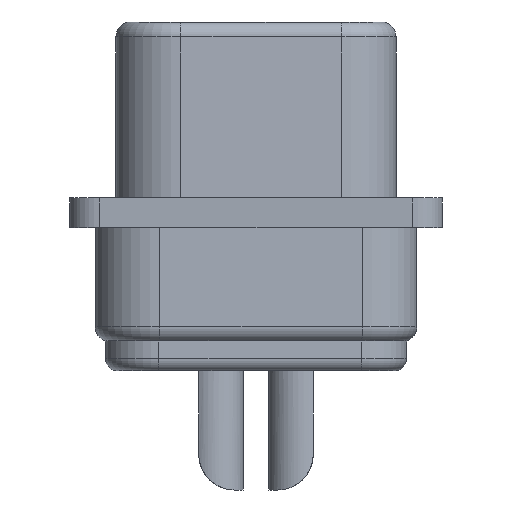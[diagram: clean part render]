
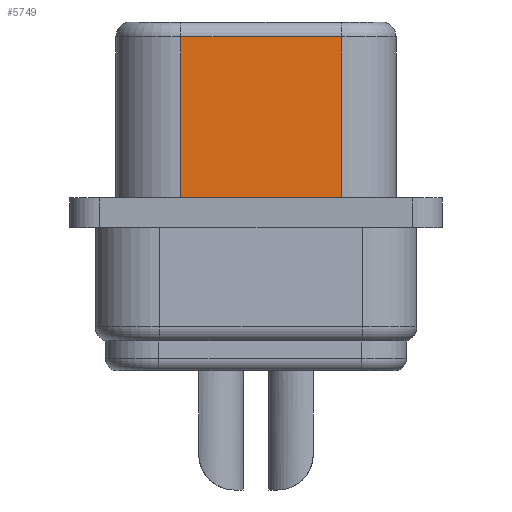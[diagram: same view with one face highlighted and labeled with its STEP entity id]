
A CAD part, left-side view. The second image highlights one B-rep face of the part: STEP entity #5749.
In plain terms, the highlighted planar face has unit normal (-0.996, -0.089, 0).
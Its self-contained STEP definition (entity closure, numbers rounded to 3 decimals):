
#101=DIRECTION('',(0.089,-0.996,0.));
#102=VECTOR('',#101,5.421);
#103=CARTESIAN_POINT('',(-155.212,2.522,1.));
#104=LINE('',#103,#102);
#161=DIRECTION('',(0.089,-0.996,0.));
#162=VECTOR('',#161,5.421);
#163=CARTESIAN_POINT('',(-155.212,2.522,6.4));
#164=LINE('',#163,#162);
#165=DIRECTION('',(0.,0.,-1.));
#166=VECTOR('',#165,5.4);
#167=CARTESIAN_POINT('',(-154.731,-2.878,6.4));
#168=LINE('',#167,#166);
#169=DIRECTION('',(0.,0.,-1.));
#170=VECTOR('',#169,5.4);
#171=CARTESIAN_POINT('',(-155.212,2.522,6.4));
#172=LINE('',#171,#170);
#4649=CARTESIAN_POINT('',(-155.212,2.522,1.));
#4650=CARTESIAN_POINT('',(-154.731,-2.878,1.));
#4651=VERTEX_POINT('',#4649);
#4652=VERTEX_POINT('',#4650);
#4743=CARTESIAN_POINT('',(-155.212,2.522,6.4));
#4744=VERTEX_POINT('',#4743);
#4747=CARTESIAN_POINT('',(-154.731,-2.878,6.4));
#4748=VERTEX_POINT('',#4747);
#5735=CARTESIAN_POINT('',(-155.406,4.7,1.));
#5736=DIRECTION('',(-0.996,-0.089,0.));
#5737=DIRECTION('',(0.089,-0.996,0.));
#5738=AXIS2_PLACEMENT_3D('',#5735,#5736,#5737);
#5739=PLANE('',#5738);
#5741=ORIENTED_EDGE('',*,*,#5740,.T.);
#5743=ORIENTED_EDGE('',*,*,#5742,.T.);
#5744=ORIENTED_EDGE('',*,*,#5686,.F.);
#5746=ORIENTED_EDGE('',*,*,#5745,.F.);
#5747=EDGE_LOOP('',(#5741,#5743,#5744,#5746));
#5748=FACE_OUTER_BOUND('',#5747,.F.);
#5749=ADVANCED_FACE('',(#5748),#5739,.T.);
#5686=EDGE_CURVE('',#4651,#4652,#104,.T.);
#5740=EDGE_CURVE('',#4744,#4748,#164,.T.);
#5742=EDGE_CURVE('',#4748,#4652,#168,.T.);
#5745=EDGE_CURVE('',#4744,#4651,#172,.T.);
